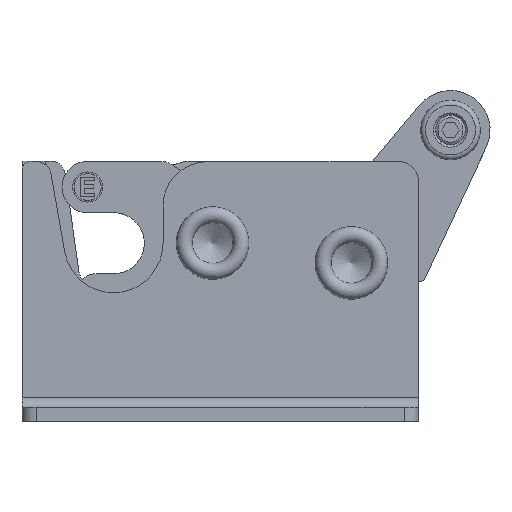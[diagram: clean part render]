
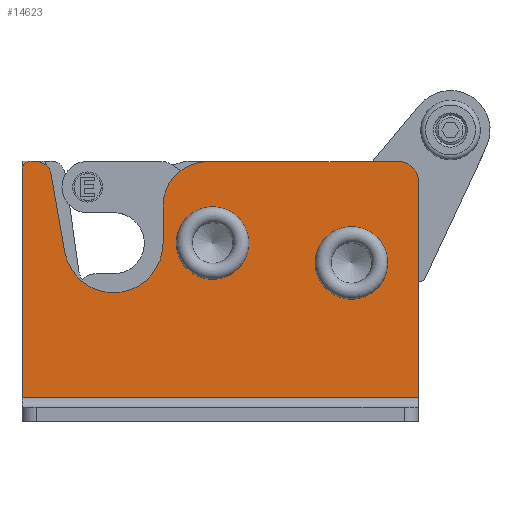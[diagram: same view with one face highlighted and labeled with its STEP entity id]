
A CAD part, top view. The second image highlights one B-rep face of the part: STEP entity #14623.
In plain terms, the highlighted planar face has unit normal (0, 0, 1).
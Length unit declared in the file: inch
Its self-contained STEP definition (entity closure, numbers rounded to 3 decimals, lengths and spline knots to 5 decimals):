
#599=FACE_BOUND('',#4951,.T.);
#600=FACE_BOUND('',#4952,.T.);
#873=PLANE('',#15594);
#1851=LINE('',#22391,#3105);
#1855=LINE('',#22403,#3109);
#1860=LINE('',#22418,#3114);
#1864=LINE('',#22429,#3118);
#1870=LINE('',#22445,#3124);
#1895=LINE('',#22518,#3149);
#1900=LINE('',#22532,#3154);
#3105=VECTOR('',#17752,0.3937);
#3109=VECTOR('',#17764,0.3937);
#3114=VECTOR('',#17777,0.3937);
#3118=VECTOR('',#17789,0.3937);
#3124=VECTOR('',#17801,0.3937);
#3149=VECTOR('',#17874,0.3937);
#3154=VECTOR('',#17891,0.3937);
#4165=FACE_OUTER_BOUND('',#4950,.T.);
#4950=EDGE_LOOP('',(#11271,#11272,#11273,#11274,#11275,#11276,#11277,#11278,
#11279,#11280,#11281,#11282));
#4951=EDGE_LOOP('',(#11283,#11284));
#4952=EDGE_LOOP('',(#11285,#11286));
#5361=CIRCLE('',#15102,0.22892);
#5362=CIRCLE('',#15103,0.22892);
#5493=CIRCLE('',#15536,0.22892);
#5494=CIRCLE('',#15537,0.22892);
#5497=CIRCLE('',#15543,0.3125);
#5499=CIRCLE('',#15547,0.28);
#5501=CIRCLE('',#15551,0.12);
#5503=CIRCLE('',#15555,0.09);
#5521=CIRCLE('',#15592,0.05);
#5745=VERTEX_POINT('',#19598);
#5746=VERTEX_POINT('',#19599);
#6366=VERTEX_POINT('',#22372);
#6367=VERTEX_POINT('',#22373);
#6368=VERTEX_POINT('',#22381);
#6369=VERTEX_POINT('',#22382);
#6372=VERTEX_POINT('',#22390);
#6374=VERTEX_POINT('',#22396);
#6376=VERTEX_POINT('',#22402);
#6378=VERTEX_POINT('',#22408);
#6381=VERTEX_POINT('',#22415);
#6382=VERTEX_POINT('',#22417);
#6384=VERTEX_POINT('',#22423);
#6390=VERTEX_POINT('',#22441);
#6392=VERTEX_POINT('',#22444);
#6418=VERTEX_POINT('',#22528);
#7152=EDGE_CURVE('',#5745,#5746,#5361,.T.);
#7153=EDGE_CURVE('',#5746,#5745,#5362,.T.);
#8088=EDGE_CURVE('',#6366,#6367,#5493,.T.);
#8089=EDGE_CURVE('',#6367,#6366,#5494,.T.);
#8092=EDGE_CURVE('',#6368,#6369,#5497,.T.);
#8096=EDGE_CURVE('',#6372,#6368,#1851,.T.);
#8099=EDGE_CURVE('',#6374,#6372,#5499,.T.);
#8102=EDGE_CURVE('',#6376,#6374,#1855,.T.);
#8105=EDGE_CURVE('',#6378,#6376,#5501,.T.);
#8109=EDGE_CURVE('',#6382,#6381,#1860,.T.);
#8112=EDGE_CURVE('',#6384,#6382,#5503,.T.);
#8115=EDGE_CURVE('',#6369,#6384,#1864,.T.);
#8122=EDGE_CURVE('',#6392,#6390,#1870,.T.);
#8160=EDGE_CURVE('',#6390,#6378,#1895,.T.);
#8167=EDGE_CURVE('',#6418,#6392,#1900,.T.);
#8168=EDGE_CURVE('',#6381,#6418,#5521,.T.);
#11271=ORIENTED_EDGE('',*,*,#8168,.T.);
#11272=ORIENTED_EDGE('',*,*,#8167,.T.);
#11273=ORIENTED_EDGE('',*,*,#8122,.T.);
#11274=ORIENTED_EDGE('',*,*,#8160,.T.);
#11275=ORIENTED_EDGE('',*,*,#8105,.T.);
#11276=ORIENTED_EDGE('',*,*,#8102,.T.);
#11277=ORIENTED_EDGE('',*,*,#8099,.T.);
#11278=ORIENTED_EDGE('',*,*,#8096,.T.);
#11279=ORIENTED_EDGE('',*,*,#8092,.T.);
#11280=ORIENTED_EDGE('',*,*,#8115,.T.);
#11281=ORIENTED_EDGE('',*,*,#8112,.T.);
#11282=ORIENTED_EDGE('',*,*,#8109,.T.);
#11283=ORIENTED_EDGE('',*,*,#8088,.T.);
#11284=ORIENTED_EDGE('',*,*,#8089,.T.);
#11285=ORIENTED_EDGE('',*,*,#7152,.T.);
#11286=ORIENTED_EDGE('',*,*,#7153,.T.);
#14623=ADVANCED_FACE('',(#4165,#599,#600),#873,.T.);
#15102=AXIS2_PLACEMENT_3D('',#19600,#16191,#16192);
#15103=AXIS2_PLACEMENT_3D('',#19601,#16193,#16194);
#15536=AXIS2_PLACEMENT_3D('',#22374,#17730,#17731);
#15537=AXIS2_PLACEMENT_3D('',#22375,#17732,#17733);
#15543=AXIS2_PLACEMENT_3D('',#22383,#17744,#17745);
#15547=AXIS2_PLACEMENT_3D('',#22397,#17757,#17758);
#15551=AXIS2_PLACEMENT_3D('',#22409,#17769,#17770);
#15555=AXIS2_PLACEMENT_3D('',#22424,#17782,#17783);
#15592=AXIS2_PLACEMENT_3D('',#22534,#17894,#17895);
#15594=AXIS2_PLACEMENT_3D('',#22536,#17898,#17899);
#16191=DIRECTION('center_axis',(0.,0.,
-1.));
#16192=DIRECTION('ref_axis',(-0.707,0.707,0.));
#16193=DIRECTION('center_axis',(0.,0.,
-1.));
#16194=DIRECTION('ref_axis',(-0.707,0.707,0.));
#17730=DIRECTION('center_axis',(0.,0.,
-1.));
#17731=DIRECTION('ref_axis',(-0.707,0.707,0.));
#17732=DIRECTION('center_axis',(0.,0.,
-1.));
#17733=DIRECTION('ref_axis',(-0.707,0.707,0.));
#17744=DIRECTION('center_axis',(0.,0.,
-1.));
#17745=DIRECTION('ref_axis',(0.985,0.174,0.));
#17752=DIRECTION('',(0.,-1.,0.));
#17757=DIRECTION('center_axis',(0.,0.,
1.));
#17758=DIRECTION('ref_axis',(0.,1.,0.));
#17764=DIRECTION('',(-1.,0.,0.));
#17769=DIRECTION('center_axis',(0.,0.,
1.));
#17770=DIRECTION('ref_axis',(1.,0.,0.));
#17777=DIRECTION('',(-1.,0.,0.));
#17782=DIRECTION('center_axis',(0.,0.,
1.));
#17783=DIRECTION('ref_axis',(0.985,0.174,0.));
#17789=DIRECTION('',(-0.174,0.985,0.));
#17801=DIRECTION('',(1.,0.,0.));
#17874=DIRECTION('',(0.,1.,0.));
#17891=DIRECTION('',(0.,-1.,0.));
#17894=DIRECTION('center_axis',(0.,0.,
1.));
#17895=DIRECTION('ref_axis',(-0.707,0.707,0.));
#17898=DIRECTION('center_axis',(0.,0.,
1.));
#17899=DIRECTION('ref_axis',(1.,0.,0.));
#19598=CARTESIAN_POINT('',(-0.16187,0.16187,0.5769));
#19599=CARTESIAN_POINT('',(-0.16187,-0.16187,0.5769));
#19600=CARTESIAN_POINT('Origin',(0.,0.,
0.5769));
#19601=CARTESIAN_POINT('Origin',(0.,0.,
0.5769));
#22372=CARTESIAN_POINT('',(0.71363,0.03687,0.5769));
#22373=CARTESIAN_POINT('',(0.71363,-0.28687,0.5769));
#22374=CARTESIAN_POINT('Origin',(0.8755,-0.125,0.5769));
#22375=CARTESIAN_POINT('Origin',(0.8755,-0.125,0.5769));
#22381=CARTESIAN_POINT('',(-0.3125,0.,0.5769));
#22382=CARTESIAN_POINT('',(-0.93275,-0.05427,0.5769));
#22383=CARTESIAN_POINT('Origin',(-0.625,0.,
0.5769));
#22390=CARTESIAN_POINT('',(-0.3125,0.234,0.5769));
#22391=CARTESIAN_POINT('',(-0.3125,0.234,0.5769));
#22396=CARTESIAN_POINT('',(-0.0325,0.514,0.5769));
#22397=CARTESIAN_POINT('Origin',(-0.0325,0.234,0.5769));
#22402=CARTESIAN_POINT('',(1.178,0.514,0.5769));
#22403=CARTESIAN_POINT('',(1.178,0.514,0.5769));
#22408=CARTESIAN_POINT('',(1.298,0.394,0.5769));
#22409=CARTESIAN_POINT('Origin',(1.178,0.394,0.5769));
#22415=CARTESIAN_POINT('',(-1.152,0.514,0.5769));
#22417=CARTESIAN_POINT('',(-1.10847,0.514,0.5769));
#22418=CARTESIAN_POINT('',(-1.10847,0.514,0.5769));
#22423=CARTESIAN_POINT('',(-1.01984,0.43963,0.5769));
#22424=CARTESIAN_POINT('Origin',(-1.10847,0.424,0.5769));
#22429=CARTESIAN_POINT('',(-0.93275,-0.05427,0.5769));
#22441=CARTESIAN_POINT('',(1.298,-0.9753,0.5769));
#22444=CARTESIAN_POINT('',(-1.202,-0.9753,0.5769));
#22445=CARTESIAN_POINT('',(-0.62272,-0.9753,0.5769));
#22518=CARTESIAN_POINT('',(1.298,-1.125,0.5769));
#22528=CARTESIAN_POINT('',(-1.202,0.464,0.5769));
#22532=CARTESIAN_POINT('',(-1.202,0.514,0.5769));
#22534=CARTESIAN_POINT('Origin',(-1.152,0.464,0.5769));
#22536=CARTESIAN_POINT('Origin',(-0.04345,-0.31158,
0.5769));
